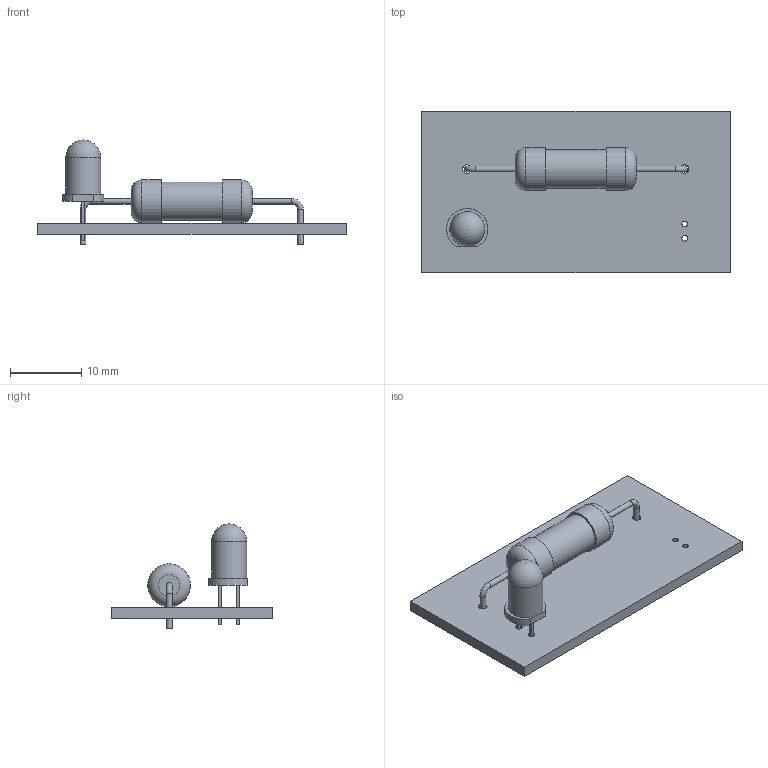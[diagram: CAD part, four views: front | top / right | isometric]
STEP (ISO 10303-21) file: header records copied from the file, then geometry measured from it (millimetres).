
FILE_DESCRIPTION(('KiCad electronic assembly'),'2;1');
FILE_NAME('first_project.step','2021-05-29T16:50:51',('An Author'),( 'A Company'),'Open CASCADE STEP processor 6.9', 'KiCad to STEP converter','Unknown');
FILE_SCHEMA(('AUTOMOTIVE_DESIGN { 1 0 10303 214 1 1 1 1 }'));
Length unit declared in the file: millimetre
Products named in the file (6): Open CASCADE STEP translator 6.9 1; LED_D5.0mm_Clear; SOLID; R_Axial_DIN0617_L17.0mm_D6.0mm_P30.48mm_Horizontal; COMPOUND
Assembly tree (5 placements, depth 3):
  Open CASCADE STEP translator 6.9 1
    LED_D5.0mm_Clear
      SOLID
    R_Axial_DIN0617_L17.0mm_D6.0mm_P30.48mm_Horizontal
      SOLID
    COMPOUND
Bounding box: 43.18 x 22.61 x 14.6 mm (x, y, z)
Volume: 2141 mm3; surface area: 2774.8 mm2
Topology: 3 solids, 3 shells, 45 faces, 92 edges, 59 vertices
Faces by surface type: plane 25, cylinder 15, torus 4, sphere 1
Full cylindrical faces by diameter (mm): 0.8 x6, 0.9 x2, 1.2 x2, 4.9 x1, 5.4 x1, 6 x2
Entity records: 2982 total; most frequent: CARTESIAN_POINT 707, DIRECTION 382, LINE 203, VECTOR 203, ORIENTED_EDGE 182, PCURVE 182, DEFINITIONAL_REPRESENTATION 182, EDGE_CURVE 91
